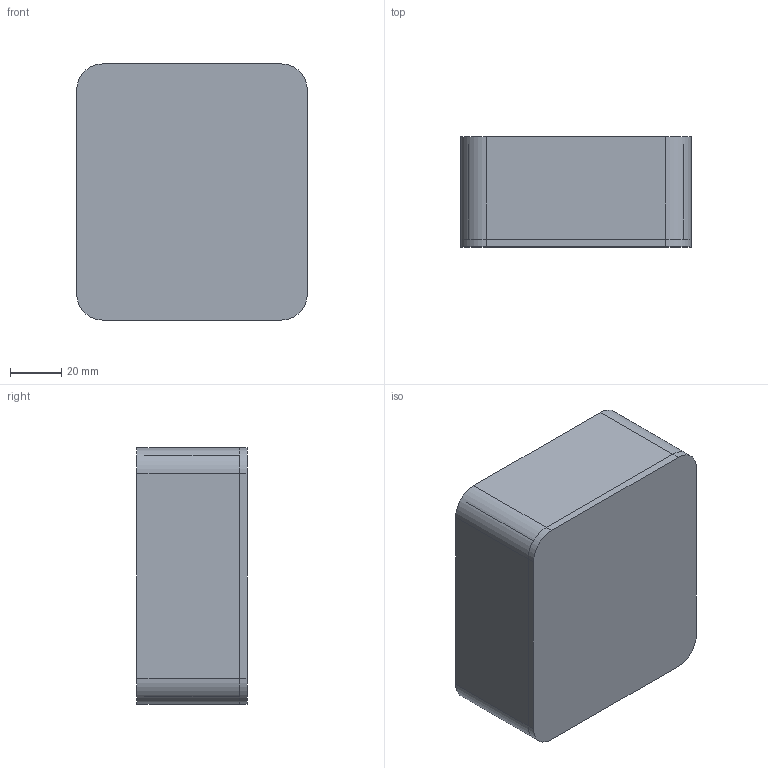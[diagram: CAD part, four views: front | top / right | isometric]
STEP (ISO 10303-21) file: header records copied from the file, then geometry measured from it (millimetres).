
FILE_DESCRIPTION (( 'STEP AP214' ), '1' );
FILE_NAME ('pHDoser.STEP', '2015-02-20T17:07:07', ( '' ), ( '' ), 'SwSTEP 2.0', 'SolidWorks 2014', '' );
FILE_SCHEMA (( 'AUTOMOTIVE_DESIGN' ));
Length unit declared in the file: millimetre
Products named in the file (4): back_cover; LCD; box; pHDoser
Assembly tree (3 placements, depth 2):
  pHDoser
    box
    LCD
    back_cover
Bounding box: 90 x 43 x 100 mm (x, y, z)
Volume: 106799.1 mm3; surface area: 70754.1 mm2
Topology: 3 solids, 3 shells, 85 faces, 228 edges, 152 vertices
Faces by surface type: cylinder 48, plane 37
Entity records: 3013 total; most frequent: DIRECTION 506, CARTESIAN_POINT 471, ORIENTED_EDGE 456, EDGE_CURVE 228, AXIS2_PLACEMENT_3D 187, VERTEX_POINT 152, LINE 132, VECTOR 132
